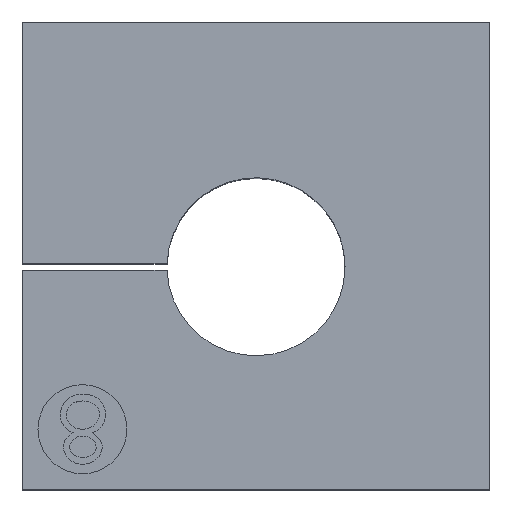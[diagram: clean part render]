
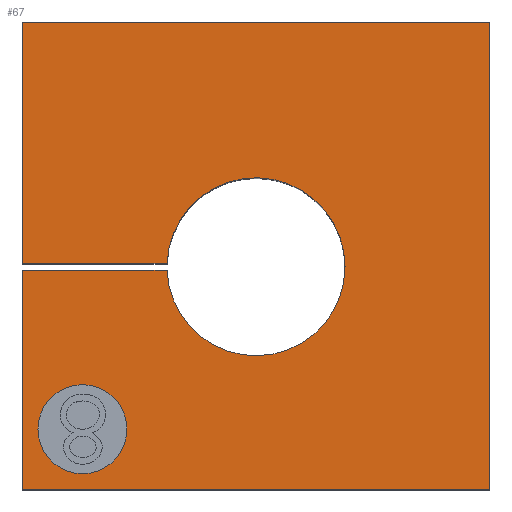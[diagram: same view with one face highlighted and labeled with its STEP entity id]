
A CAD part, top view. The second image highlights one B-rep face of the part: STEP entity #67.
In plain terms, the highlighted planar face has unit normal (0, 0, 1).
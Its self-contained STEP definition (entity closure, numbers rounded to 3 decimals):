
#67=ADVANCED_FACE('NONE',(#140,#141),#142,.F.);
#140=FACE_OUTER_BOUND('',#243,.T.);
#141=FACE_BOUND('',#244,.T.);
#142=PLANE('',#245);
#243=EDGE_LOOP('',(#1015,#1016,#1017,#1018,#1019,#1020,#1021,#1022,#1023));
#244=EDGE_LOOP('',(#1024,#1025));
#245=AXIS2_PLACEMENT_3D('',#1026,#1027,#1028);
#1015=ORIENTED_EDGE('',*,*,#1211,.T.);
#1016=ORIENTED_EDGE('',*,*,#1204,.F.);
#1017=ORIENTED_EDGE('',*,*,#1185,.F.);
#1018=ORIENTED_EDGE('',*,*,#1263,.F.);
#1019=ORIENTED_EDGE('',*,*,#1195,.F.);
#1020=ORIENTED_EDGE('',*,*,#1257,.T.);
#1021=ORIENTED_EDGE('',*,*,#1252,.F.);
#1022=ORIENTED_EDGE('',*,*,#1256,.F.);
#1023=ORIENTED_EDGE('',*,*,#1242,.T.);
#1024=ORIENTED_EDGE('',*,*,#1264,.F.);
#1025=ORIENTED_EDGE('',*,*,#1189,.F.);
#1026=CARTESIAN_POINT('',(0.0,0.0,9.5));
#1027=DIRECTION('',(0.0,0.0,-1.0));
#1028=DIRECTION('',(0.0,-1.0,0.0));
#1185=EDGE_CURVE('NONE',#1312,#1314,#1315,.T.);
#1189=EDGE_CURVE('NONE',#1320,#1322,#1323,.T.);
#1195=EDGE_CURVE('NONE',#1333,#1334,#1335,.T.);
#1204=EDGE_CURVE('NONE',#1314,#1351,#1352,.T.);
#1211=EDGE_CURVE('NONE',#1364,#1351,#1365,.T.);
#1242=EDGE_CURVE('NONE',#1416,#1364,#1418,.T.);
#1252=EDGE_CURVE('NONE',#1433,#1435,#1436,.T.);
#1256=EDGE_CURVE('NONE',#1416,#1433,#1441,.T.);
#1257=EDGE_CURVE('NONE',#1333,#1435,#1442,.T.);
#1263=EDGE_CURVE('NONE',#1334,#1312,#1448,.T.);
#1264=EDGE_CURVE('NONE',#1322,#1320,#1449,.T.);
#1312=VERTEX_POINT('NONE',#1522);
#1314=VERTEX_POINT('NONE',#1525);
#1315=CIRCLE('',#1526,4.0);
#1320=VERTEX_POINT('NONE',#1532);
#1322=VERTEX_POINT('NONE',#1535);
#1323=CIRCLE('',#1536,2.0);
#1333=VERTEX_POINT('NONE',#1549);
#1334=VERTEX_POINT('NONE',#1550);
#1335=LINE('',#1551,#1552);
#1351=VERTEX_POINT('NONE',#1576);
#1352=LINE('',#1577,#1578);
#1364=VERTEX_POINT('NONE',#1596);
#1365=LINE('',#1597,#1598);
#1416=VERTEX_POINT('NONE',#1789);
#1418=LINE('',#1792,#1793);
#1433=VERTEX_POINT('NONE',#1816);
#1435=VERTEX_POINT('NONE',#1819);
#1436=LINE('',#1820,#1821);
#1441=LINE('',#1829,#1830);
#1442=LINE('',#1831,#1832);
#1448=CIRCLE('',#1843,4.0);
#1449=CIRCLE('',#1844,2.0);
#1522=CARTESIAN_POINT('',(14.5,-0.5,9.5));
#1525=CARTESIAN_POINT('',(6.503,-0.35,9.5));
#1526=AXIS2_PLACEMENT_3D('',#2329,#2330,#2331);
#1532=CARTESIAN_POINT('',(0.7,-7.8,9.5));
#1535=CARTESIAN_POINT('',(4.7,-7.8,9.5));
#1536=AXIS2_PLACEMENT_3D('',#2337,#2338,#2339);
#1549=CARTESIAN_POINT('',(0.,-0.65,9.5));
#1550=CARTESIAN_POINT('',(6.503,-0.65,9.5));
#1551=CARTESIAN_POINT('',(0.,-0.65,9.5));
#1552=VECTOR('',#2349,1000.0);
#1576=CARTESIAN_POINT('',(0.,-0.35,9.5));
#1577=CARTESIAN_POINT('',(0.,-0.35,9.5));
#1578=VECTOR('',#2358,1000.0);
#1596=CARTESIAN_POINT('',(0.0,10.5,9.5));
#1597=CARTESIAN_POINT('',(0.0,0.0,9.5));
#1598=VECTOR('',#2365,1000.0);
#1789=CARTESIAN_POINT('',(21.0,10.5,9.5));
#1792=CARTESIAN_POINT('',(0.0,10.5,9.5));
#1793=VECTOR('',#2391,1000.0);
#1816=CARTESIAN_POINT('',(21.0,-10.5,9.5));
#1819=CARTESIAN_POINT('',(0.0,-10.5,9.5));
#1820=CARTESIAN_POINT('',(0.0,-10.5,9.5));
#1821=VECTOR('',#2401,1000.0);
#1829=CARTESIAN_POINT('',(21.0,0.,9.5));
#1830=VECTOR('',#2405,1000.0);
#1831=CARTESIAN_POINT('',(0.0,0.0,9.5));
#1832=VECTOR('',#2406,1000.0);
#1843=AXIS2_PLACEMENT_3D('',#2412,#2413,#2414);
#1844=AXIS2_PLACEMENT_3D('',#2415,#2416,#2417);
#2329=CARTESIAN_POINT('',(10.5,-0.5,9.5));
#2330=DIRECTION('',(0.0,0.0,1.0));
#2331=DIRECTION('',(1.0,0.0,0.0));
#2337=CARTESIAN_POINT('',(2.7,-7.8,9.5));
#2338=DIRECTION('',(0.0,0.0,1.0));
#2339=DIRECTION('',(1.0,0.0,0.0));
#2349=DIRECTION('',(1.0,0.,0.0));
#2358=DIRECTION('',(-1.0,0.,-0.0));
#2365=DIRECTION('',(-0.0,-1.0,-0.0));
#2391=DIRECTION('',(-1.0,-0.0,-0.0));
#2401=DIRECTION('',(-1.0,0.0,-0.0));
#2405=DIRECTION('',(0.,-1.0,-0.0));
#2406=DIRECTION('',(-0.0,-1.0,-0.0));
#2412=CARTESIAN_POINT('',(10.5,-0.5,9.5));
#2413=DIRECTION('',(0.0,0.0,1.0));
#2414=DIRECTION('',(1.0,0.0,0.0));
#2415=CARTESIAN_POINT('',(2.7,-7.8,9.5));
#2416=DIRECTION('',(0.0,0.0,1.0));
#2417=DIRECTION('',(1.0,0.0,0.0));
